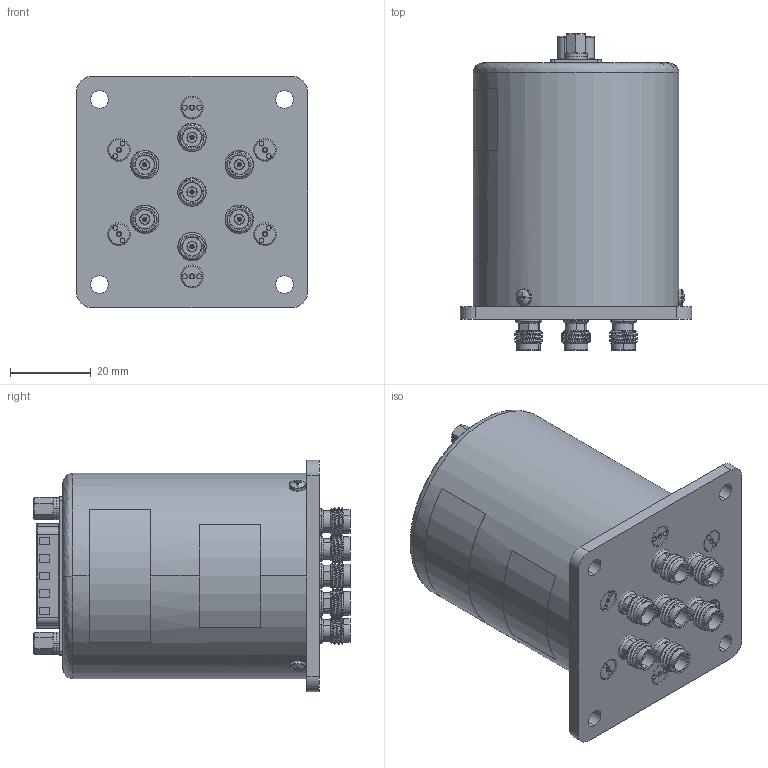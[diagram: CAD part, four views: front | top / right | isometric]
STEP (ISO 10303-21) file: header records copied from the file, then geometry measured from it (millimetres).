
FILE_DESCRIPTION (( 'STEP AP214' ), '1' );
FILE_NAME ('FMSW8024_3D.step', '2023-05-03T22:09:33', ( '' ), ( '' ), 'SwSTEP 2.0', 'SolidWorks 2022', '' );
FILE_SCHEMA (( 'AUTOMOTIVE_DESIGN' ));
Length unit declared in the file: inch
Products named in the file (11): Copy of 50GCONN_2^Copy of R16L20_6T-Ter_FMSW8024; Copy of A12075Y04_-203^FMSW8024; Copy of 15P+H2.375+D2^FMSW8024; FMSW8024_3D; Copy of A12L22001-e360_1^Copy of R16L20_6T-Ter_FMSW8024; Copy of A12066001-e360^Copy of 15P+H2.375+D2_FMSW8024; Copy of A16L24Y01-CST^Copy of R16L20_6T-Ter_FMSW8024; Copy of R16L20_6T-Ter^FMSW8024; Copy of A16L61008_-001^Copy of 15P+H2.375+D2_FMSW8024; Copy of R16L21001_defeature^Copy of R16L20_6T-Ter_FMSW8024; Copy of 15P mela-D-SUB CUP 172E-015-103^Copy of 15P+H2.375+D2_FMSW8024
Assembly tree (25 placements, depth 3):
  FMSW8024_3D
    Copy of R16L20_6T-Ter^FMSW8024
      Copy of R16L21001_defeature^Copy of R16L20_6T-Ter_FMSW8024
      Copy of 50GCONN_2^Copy of R16L20_6T-Ter_FMSW8024  x7
      Copy of A16L24Y01-CST^Copy of R16L20_6T-Ter_FMSW8024  x2
      Copy of A12L22001-e360_1^Copy of R16L20_6T-Ter_FMSW8024  x6
    Copy of A12075Y04_-203^FMSW8024  x3
    Copy of 15P+H2.375+D2^FMSW8024
      Copy of A16L61008_-001^Copy of 15P+H2.375+D2_FMSW8024
      Copy of 15P mela-D-SUB CUP 172E-015-103^Copy of 15P+H2.375+D2_FMSW8024
      Copy of A12066001-e360^Copy of 15P+H2.375+D2_FMSW8024  x2
Bounding box: 57.15 x 78.13 x 57.15 mm (x, y, z)
Volume: 47389.5 mm3; surface area: 43916 mm2
Topology: 48 solids, 55 shells, 1763 faces, 4027 edges, 2517 vertices
Faces by surface type: cylinder 653, plane 611, bspline 262, cone 237
Entity records: 32226 total; most frequent: CARTESIAN_POINT 12181, ORIENTED_EDGE 4150, DIRECTION 3810, EDGE_CURVE 2075, AXIS2_PLACEMENT_3D 1408, VERTEX_POINT 1320, EDGE_LOOP 1011, VECTOR 994
